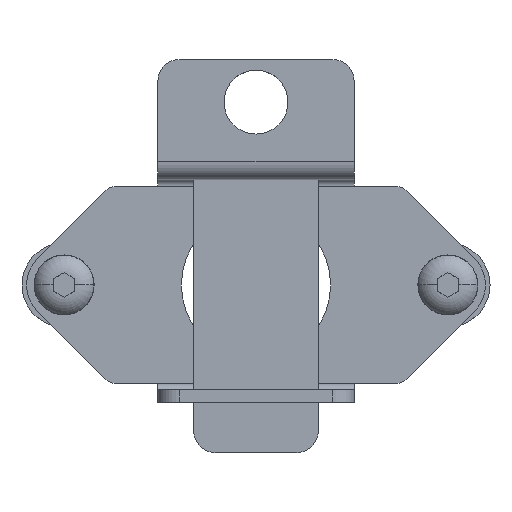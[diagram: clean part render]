
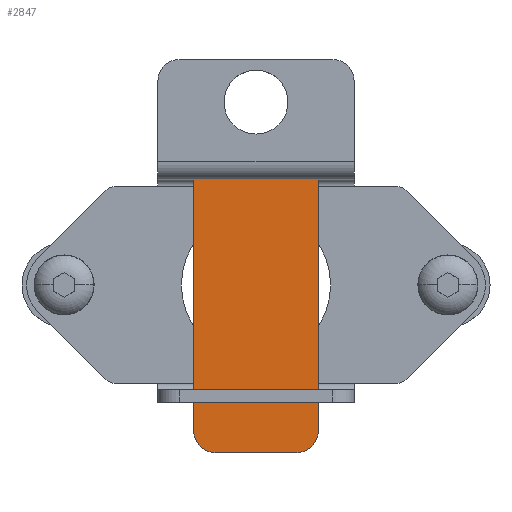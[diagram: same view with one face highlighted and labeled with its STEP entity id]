
A CAD part, top view. The second image highlights one B-rep face of the part: STEP entity #2847.
In plain terms, the highlighted planar face has unit normal (0, 0, 1).
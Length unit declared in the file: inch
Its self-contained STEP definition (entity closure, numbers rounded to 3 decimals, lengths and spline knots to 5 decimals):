
#42 = LINE ( 'NONE', #520, #5914 ) ;
#102 = CARTESIAN_POINT ( 'NONE',  ( -0.365, 0.6595, 0.2315 ) ) ;
#242 = EDGE_CURVE ( 'NONE', #2604, #1370, #968, .T. ) ;
#294 = DIRECTION ( 'NONE',  ( 0., -1., 0. ) ) ;
#425 = ORIENTED_EDGE ( 'NONE', *, *, #1445, .T. ) ;
#458 = AXIS2_PLACEMENT_3D ( 'NONE', #5339, #3444, #294 ) ;
#520 = CARTESIAN_POINT ( 'NONE',  ( -0.365, 0.6595, 0.2315 ) ) ;
#577 = CARTESIAN_POINT ( 'NONE',  ( -0.24, -0.8575, 0.2315 ) ) ;
#630 = DIRECTION ( 'NONE',  ( 0., 1., 0. ) ) ;
#652 = LINE ( 'NONE', #3269, #2053 ) ;
#705 = PLANE ( 'NONE',  #458 ) ;
#968 = CIRCLE ( 'NONE', #5683, 0.125 ) ;
#1170 = VERTEX_POINT ( 'NONE', #3506 ) ;
#1177 = ORIENTED_EDGE ( 'NONE', *, *, #242, .F. ) ;
#1370 = VERTEX_POINT ( 'NONE', #3587 ) ;
#1433 = DIRECTION ( 'NONE',  ( 1., 0., 0. ) ) ;
#1445 = EDGE_CURVE ( 'NONE', #2604, #3257, #3367, .T. ) ;
#1464 = LINE ( 'NONE', #3031, #4517 ) ;
#1884 = CARTESIAN_POINT ( 'NONE',  ( 0.365, -0.8575, 0.2315 ) ) ;
#2002 = EDGE_CURVE ( 'NONE', #5175, #4842, #1464, .T. ) ;
#2053 = VECTOR ( 'NONE', #1433, 39.37008 ) ;
#2184 = VECTOR ( 'NONE', #630, 39.37008 ) ;
#2604 = VERTEX_POINT ( 'NONE', #1884 ) ;
#2633 = EDGE_CURVE ( 'NONE', #1170, #1370, #652, .T. ) ;
#2844 = DIRECTION ( 'NONE',  ( -1., 0., 0. ) ) ;
#2847 = ADVANCED_FACE ( 'NONE', ( #4400 ), #705, .T. ) ;
#3031 = CARTESIAN_POINT ( 'NONE',  ( -0.365, 0.7675, 0.2315 ) ) ;
#3257 = VERTEX_POINT ( 'NONE', #3770 ) ;
#3269 = CARTESIAN_POINT ( 'NONE',  ( -0.365, -0.9825, 0.2315 ) ) ;
#3320 = ORIENTED_EDGE ( 'NONE', *, *, #2633, .T. ) ;
#3367 = LINE ( 'NONE', #5595, #2184 ) ;
#3382 = DIRECTION ( 'NONE',  ( 0., -1., 0. ) ) ;
#3444 = DIRECTION ( 'NONE',  ( 0., 0., 1. ) ) ;
#3506 = CARTESIAN_POINT ( 'NONE',  ( -0.24, -0.9825, 0.2315 ) ) ;
#3584 = EDGE_CURVE ( 'NONE', #3257, #5175, #42, .T. ) ;
#3587 = CARTESIAN_POINT ( 'NONE',  ( 0.24, -0.9825, 0.2315 ) ) ;
#3697 = DIRECTION ( 'NONE',  ( 0., 0., -1. ) ) ;
#3728 = ORIENTED_EDGE ( 'NONE', *, *, #2002, .T. ) ;
#3765 = AXIS2_PLACEMENT_3D ( 'NONE', #577, #3697, #5544 ) ;
#3770 = CARTESIAN_POINT ( 'NONE',  ( 0.365, 0.6595, 0.2315 ) ) ;
#4128 = ORIENTED_EDGE ( 'NONE', *, *, #4544, .F. ) ;
#4400 = FACE_OUTER_BOUND ( 'NONE', #4833, .T. ) ;
#4517 = VECTOR ( 'NONE', #5247, 39.37008 ) ;
#4544 = EDGE_CURVE ( 'NONE', #1170, #4842, #5316, .T. ) ;
#4833 = EDGE_LOOP ( 'NONE', ( #1177, #425, #5625, #3728, #4128, #3320 ) ) ;
#4842 = VERTEX_POINT ( 'NONE', #5653 ) ;
#5175 = VERTEX_POINT ( 'NONE', #102 ) ;
#5215 = DIRECTION ( 'NONE',  ( 0., 0., -1. ) ) ;
#5247 = DIRECTION ( 'NONE',  ( 0., -1., 0. ) ) ;
#5316 = CIRCLE ( 'NONE', #3765, 0.125 ) ;
#5339 = CARTESIAN_POINT ( 'NONE',  ( -0.365, 0.7675, 0.2315 ) ) ;
#5544 = DIRECTION ( 'NONE',  ( 0., -1., 0. ) ) ;
#5595 = CARTESIAN_POINT ( 'NONE',  ( 0.365, -0.9825, 0.2315 ) ) ;
#5625 = ORIENTED_EDGE ( 'NONE', *, *, #3584, .T. ) ;
#5653 = CARTESIAN_POINT ( 'NONE',  ( -0.365, -0.8575, 0.2315 ) ) ;
#5683 = AXIS2_PLACEMENT_3D ( 'NONE', #5736, #5215, #3382 ) ;
#5736 = CARTESIAN_POINT ( 'NONE',  ( 0.24, -0.8575, 0.2315 ) ) ;
#5914 = VECTOR ( 'NONE', #2844, 39.37008 ) ;
